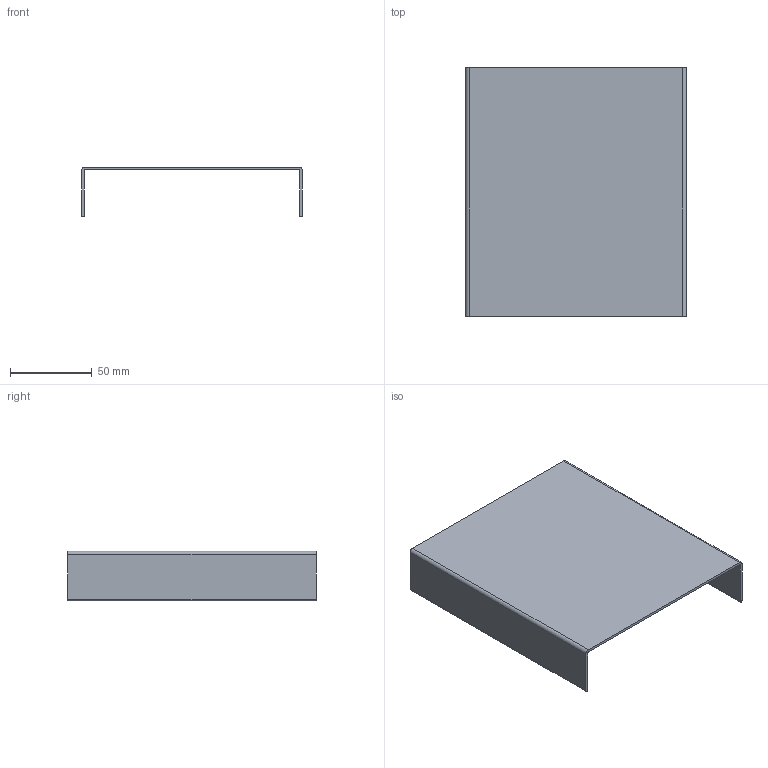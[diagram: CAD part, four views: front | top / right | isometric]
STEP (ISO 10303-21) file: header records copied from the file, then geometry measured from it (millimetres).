
FILE_DESCRIPTION(('', 'CAx-IF Rec.Pracs.---Representation and Presentation of Product Manufacturing Information (PMI)---4.0---2014-10-13'),'2;1');
FILE_NAME('SG2644.STP', '2023-05-03T19:49:41',(''), (''), 'Kubotek Kosmos Version 4.0.11086.11086', 'KeyCreator Pro', '');
FILE_SCHEMA(('AP242_MANAGED_MODEL_BASED_3D_ENGINEERING_MIM_LF { 1 0 10303 442 1 1 4 }'));
Length unit declared in the file: inch
Bounding box: 135.38 x 152.4 x 30.48 mm (x, y, z)
Volume: 46743.9 mm3; surface area: 59419.1 mm2
Topology: 1 solids, 1 shells, 14 faces, 36 edges, 24 vertices
Faces by surface type: plane 8, cylinder 6
Entity records: 478 total; most frequent: DIRECTION 78, CARTESIAN_POINT 75, ORIENTED_EDGE 72, EDGE_CURVE 36, AXIS2_PLACEMENT_3D 27, VERTEX_POINT 24, VECTOR 24, LINE 24
